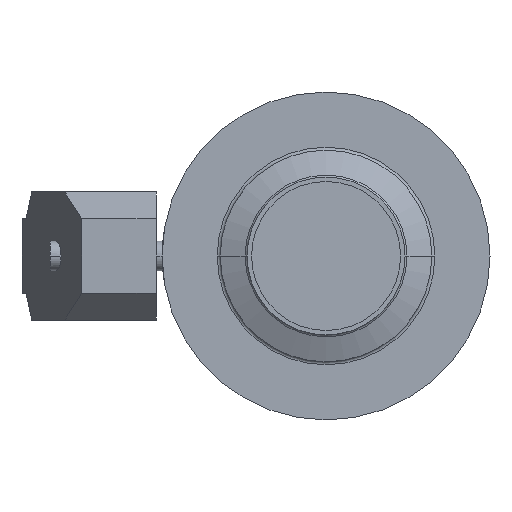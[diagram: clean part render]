
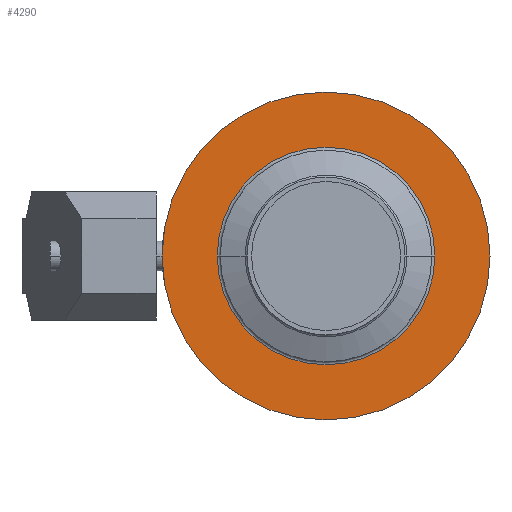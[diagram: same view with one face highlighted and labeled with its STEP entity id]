
A CAD part, left-side view. The second image highlights one B-rep face of the part: STEP entity #4290.
In plain terms, the highlighted planar face has unit normal (-1, 0, 0).
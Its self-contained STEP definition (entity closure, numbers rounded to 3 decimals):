
#130=CARTESIAN_POINT('',(44.396,16.363,0.));
#140=VERTEX_POINT('',#130);
#170=CARTESIAN_POINT('',(44.396,52.863,0.));
#180=DIRECTION('',(1.,0.,0.));
#190=DIRECTION('',(0.,1.,0.));
#200=AXIS2_PLACEMENT_3D('',#170,#180,#190);
#210=CIRCLE('',#200,36.5);
#220=CARTESIAN_POINT('',(44.396,89.363,0.));
#230=VERTEX_POINT('',#220);
#240=EDGE_CURVE('',#140,#230,#210,.T.);
#1660=CARTESIAN_POINT('',(44.396,-2.137,0.));
#1670=VERTEX_POINT('',#1660);
#4000=CARTESIAN_POINT('',(44.396,107.863,
0.));
#4010=VERTEX_POINT('',#4000);
#4040=CARTESIAN_POINT('',(44.396,52.863,0.));
#4050=DIRECTION('',(1.,0.,0.));
#4060=DIRECTION('',(0.,1.,0.));
#4070=AXIS2_PLACEMENT_3D('',#4040,#4050,#4060);
#4080=CIRCLE('',#4070,55.);
#4090=EDGE_CURVE('',#1670,#4010,#4080,.T.);
#4140=CARTESIAN_POINT('',(44.396,105.513,0.));
#4150=DIRECTION('',(1.,0.,0.));
#4160=DIRECTION('',(0.,-1.,0.));
#4170=AXIS2_PLACEMENT_3D('',#4140,#4150,#4160);
#4180=PLANE('',#4170);
#4190=EDGE_CURVE('',#230,#140,#210,.T.);
#4200=ORIENTED_EDGE('',*,*,#4190,.T.);
#4210=ORIENTED_EDGE('',*,*,#240,.T.);
#4220=EDGE_LOOP('',(#4210,#4200));
#4230=FACE_BOUND('',#4220,.T.);
#4240=EDGE_CURVE('',#4010,#1670,#4080,.T.);
#4250=ORIENTED_EDGE('',*,*,#4240,.F.);
#4260=ORIENTED_EDGE('',*,*,#4090,.F.);
#4270=EDGE_LOOP('',(#4260,#4250));
#4280=FACE_OUTER_BOUND('',#4270,.T.);
#4290=ADVANCED_FACE('',(#4230,#4280),#4180,.F.);
